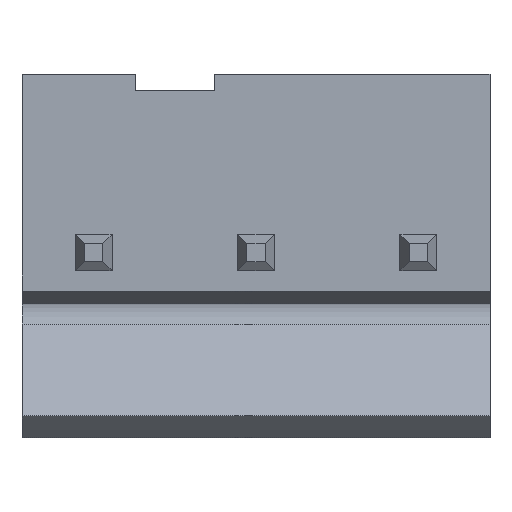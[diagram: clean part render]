
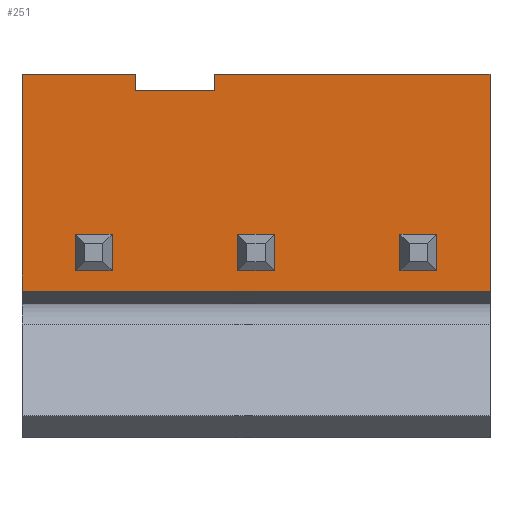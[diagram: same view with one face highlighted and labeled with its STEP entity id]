
A CAD part, top view. The second image highlights one B-rep face of the part: STEP entity #251.
In plain terms, the highlighted planar face has unit normal (0, 0, 1).
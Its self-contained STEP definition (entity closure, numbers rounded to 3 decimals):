
#251=ADVANCED_FACE('',(#614),#616,.T.);
#614=FACE_BOUND('',#615,.T.);
#615=EDGE_LOOP('',(#896,#897,#898,#899,#900,#901,#902,#903));
#616=PLANE('',#617);
#617=AXIS2_PLACEMENT_3D('',#618,#619,#620);
#618=CARTESIAN_POINT('',(12.41,-1.19,3.2));
#619=DIRECTION('',(0.,-0.,1.));
#620=DIRECTION('',(0.,1.,0.));
#896=ORIENTED_EDGE('',*,*,#1100,.T.);
#897=ORIENTED_EDGE('',*,*,#1101,.T.);
#898=ORIENTED_EDGE('',*,*,#1099,.T.);
#899=ORIENTED_EDGE('',*,*,#1102,.F.);
#900=ORIENTED_EDGE('',*,*,#1103,.F.);
#901=ORIENTED_EDGE('',*,*,#1104,.T.);
#902=ORIENTED_EDGE('',*,*,#1095,.T.);
#903=ORIENTED_EDGE('',*,*,#1105,.T.);
#1095=EDGE_CURVE('',#1207,#1205,#1208,.T.);
#1099=EDGE_CURVE('',#1210,#1212,#1214,.T.);
#1100=EDGE_CURVE('',#1215,#1216,#1217,.F.);
#1101=EDGE_CURVE('',#1216,#1210,#1218,.F.);
#1102=EDGE_CURVE('',#1219,#1212,#1220,.T.);
#1103=EDGE_CURVE('',#1221,#1219,#1222,.T.);
#1104=EDGE_CURVE('',#1221,#1207,#1223,.T.);
#1105=EDGE_CURVE('',#1205,#1215,#1224,.F.);
#1205=VERTEX_POINT('',#1390);
#1207=VERTEX_POINT('',#1394);
#1208=LINE('',#1395,#1396);
#1210=VERTEX_POINT('',#1401);
#1212=VERTEX_POINT('',#1405);
#1214=LINE('',#1409,#1410);
#1215=VERTEX_POINT('',#1412);
#1216=VERTEX_POINT('',#1413);
#1217=LINE('',#1414,#1415);
#1218=LINE('',#1417,#1418);
#1219=VERTEX_POINT('',#1420);
#1220=LINE('',#1421,#1422);
#1221=VERTEX_POINT('',#1424);
#1222=LINE('',#1425,#1426);
#1223=LINE('',#1428,#1429);
#1224=LINE('',#1431,#1432);
#1390=CARTESIAN_POINT('',(3.79,5.6,3.2));
#1394=CARTESIAN_POINT('',(12.41,5.6,3.2));
#1395=CARTESIAN_POINT('',(12.41,5.6,3.2));
#1396=VECTOR('',#1397,1.);
#1397=DIRECTION('',(-1.,0.,0.));
#1401=CARTESIAN_POINT('',(1.29,5.6,3.2));
#1405=CARTESIAN_POINT('',(-2.25,5.6,3.2));
#1409=CARTESIAN_POINT('',(1.29,5.6,3.2));
#1410=VECTOR('',#1411,1.);
#1411=DIRECTION('',(-1.,0.,0.));
#1412=CARTESIAN_POINT('',(3.79,5.1,3.2));
#1413=CARTESIAN_POINT('',(1.29,5.1,3.2));
#1414=CARTESIAN_POINT('',(1.29,5.1,3.2));
#1415=VECTOR('',#1416,1.);
#1416=DIRECTION('',(1.,0.,0.));
#1417=CARTESIAN_POINT('',(1.29,5.6,3.2));
#1418=VECTOR('',#1419,1.);
#1419=DIRECTION('',(0.,-1.,0.));
#1420=CARTESIAN_POINT('',(-2.25,-1.19,3.2));
#1421=CARTESIAN_POINT('',(-2.25,-1.19,3.2));
#1422=VECTOR('',#1423,1.);
#1423=DIRECTION('',(0.,1.,0.));
#1424=CARTESIAN_POINT('',(12.41,-1.19,3.2));
#1425=CARTESIAN_POINT('',(12.41,-1.19,3.2));
#1426=VECTOR('',#1427,1.);
#1427=DIRECTION('',(-1.,0.,0.));
#1428=CARTESIAN_POINT('',(12.41,-1.19,3.2));
#1429=VECTOR('',#1430,1.);
#1430=DIRECTION('',(0.,1.,0.));
#1431=CARTESIAN_POINT('',(3.79,5.1,3.2));
#1432=VECTOR('',#1433,1.);
#1433=DIRECTION('',(0.,1.,0.));
